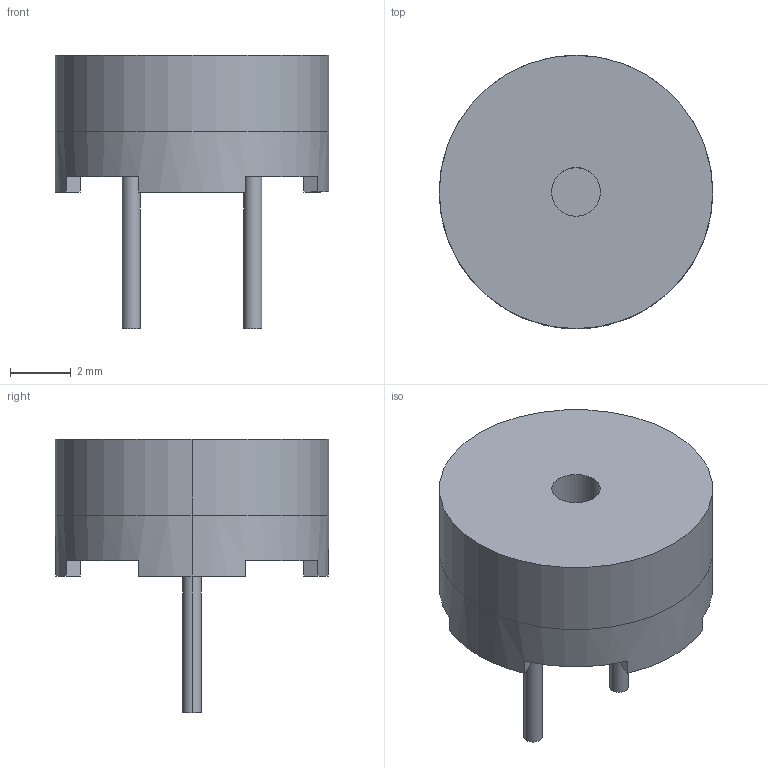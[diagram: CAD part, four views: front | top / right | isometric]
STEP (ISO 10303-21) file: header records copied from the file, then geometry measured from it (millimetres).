
FILE_DESCRIPTION(('FreeCAD Model'),'2;1');
FILE_NAME('cst-931ap.step','2019-09-09T21:04:53', ('kicad StepUp'),('ksu MCAD'),'Open CASCADE STEP processor 7.3', 'FreeCAD','Unknown');
FILE_SCHEMA(('AUTOMOTIVE_DESIGN { 1 0 10303 214 1 1 1 1 }'));
Length unit declared in the file: millimetre
Products named in the file (1): cst-931ap
Bounding box: 9 x 9 x 9 mm (x, y, z)
Volume: 255.7 mm3; surface area: 287.3 mm2
Topology: 1 solids, 1 shells, 33 faces, 82 edges, 54 vertices
Faces by surface type: plane 17, cylinder 16
Entity records: 1243 total; most frequent: DIRECTION 188, CARTESIAN_POINT 170, ORIENTED_EDGE 164, EDGE_CURVE 82, AXIS2_PLACEMENT_3D 72, VERTEX_POINT 54, LINE 44, VECTOR 44
